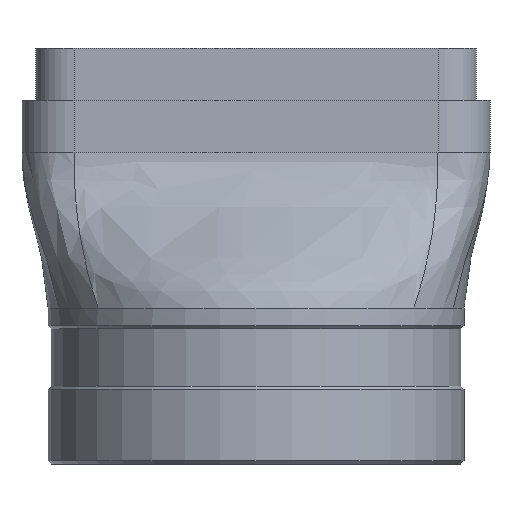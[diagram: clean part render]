
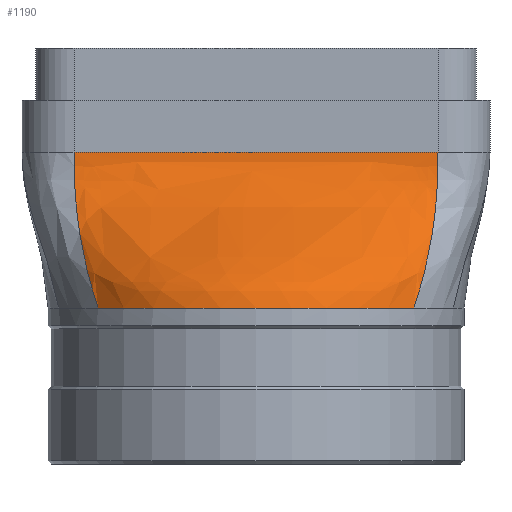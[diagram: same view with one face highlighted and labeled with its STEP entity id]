
A CAD part, front view. The second image highlights one B-rep face of the part: STEP entity #1190.
In plain terms, the highlighted free-form (B-spline) face has degree [3, 3] with [12, 4] control points.
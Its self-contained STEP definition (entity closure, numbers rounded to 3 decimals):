
#29=B_SPLINE_CURVE_WITH_KNOTS('',3,(#2823,#2824,#2825,#2826),
 .UNSPECIFIED.,.F.,.F.,(4,4),(0.,1.),.UNSPECIFIED.);
#30=B_SPLINE_CURVE_WITH_KNOTS('',3,(#2877,#2878,#2879,#2880),
 .UNSPECIFIED.,.F.,.F.,(4,4),(0.,1.),.UNSPECIFIED.);
#45=B_SPLINE_SURFACE_WITH_KNOTS('',3,3,((#2827,#2828,#2829,#2830),(#2831,
#2832,#2833,#2834),(#2835,#2836,#2837,#2838),(#2839,#2840,#2841,#2842),
(#2843,#2844,#2845,#2846),(#2847,#2848,#2849,#2850),(#2851,#2852,#2853,
#2854),(#2855,#2856,#2857,#2858),(#2859,#2860,#2861,#2862),(#2863,#2864,
#2865,#2866),(#2867,#2868,#2869,#2870),(#2871,#2872,#2873,#2874)),
 .UNSPECIFIED.,.F.,.F.,.F.,(4,1,1,1,1,1,1,1,1,4),(4,4),(0.,0.143,
0.214,0.286,0.429,0.524,
0.571,0.714,0.857,1.),(0.,1.),
 .UNSPECIFIED.);
#161=FACE_OUTER_BOUND('',#238,.T.);
#238=EDGE_LOOP('',(#1058,#1059,#1060,#1061));
#329=LINE('',#2876,#421);
#421=VECTOR('',#1643,10.);
#443=CIRCLE('',#1234,40.);
#507=VERTEX_POINT('',#1709);
#508=VERTEX_POINT('',#1711);
#588=VERTEX_POINT('',#2821);
#589=VERTEX_POINT('',#2875);
#610=EDGE_CURVE('',#508,#507,#443,.T.);
#750=EDGE_CURVE('',#588,#507,#29,.T.);
#751=EDGE_CURVE('',#588,#589,#329,.T.);
#752=EDGE_CURVE('',#589,#508,#30,.T.);
#1058=ORIENTED_EDGE('',*,*,#751,.T.);
#1059=ORIENTED_EDGE('',*,*,#752,.T.);
#1060=ORIENTED_EDGE('',*,*,#610,.T.);
#1061=ORIENTED_EDGE('',*,*,#750,.F.);
#1190=ADVANCED_FACE('',(#161),#45,.T.);
#1234=AXIS2_PLACEMENT_3D('',#1712,#1375,#1376);
#1375=DIRECTION('center_axis',(0.,0.,1.));
#1376=DIRECTION('ref_axis',(-1.,0.,0.));
#1643=DIRECTION('',(-1.,0.,0.));
#1709=CARTESIAN_POINT('',(30.369,-26.033,30.));
#1711=CARTESIAN_POINT('',(-30.369,-26.033,30.));
#1712=CARTESIAN_POINT('Origin',(0.,0.,30.));
#2821=CARTESIAN_POINT('',(35.,-10.,60.));
#2823=CARTESIAN_POINT('Ctrl Pts',(35.,-10.,60.));
#2824=CARTESIAN_POINT('Ctrl Pts',(35.,-10.,48.557));
#2825=CARTESIAN_POINT('Ctrl Pts',(33.733,-22.109,40.209));
#2826=CARTESIAN_POINT('Ctrl Pts',(30.369,-26.033,30.));
#2827=CARTESIAN_POINT('Ctrl Pts',(35.,-10.,60.));
#2828=CARTESIAN_POINT('Ctrl Pts',(35.,-10.,48.557));
#2829=CARTESIAN_POINT('Ctrl Pts',(33.733,-22.109,40.209));
#2830=CARTESIAN_POINT('Ctrl Pts',(30.369,-26.033,30.));
#2831=CARTESIAN_POINT('Ctrl Pts',(34.252,-10.,60.));
#2832=CARTESIAN_POINT('Ctrl Pts',(34.249,-10.,48.549));
#2833=CARTESIAN_POINT('Ctrl Pts',(33.339,-22.702,40.214));
#2834=CARTESIAN_POINT('Ctrl Pts',(29.889,-26.593,30.));
#2835=CARTESIAN_POINT('Ctrl Pts',(31.468,-10.,60.));
#2836=CARTESIAN_POINT('Ctrl Pts',(31.462,-10.,48.538));
#2837=CARTESIAN_POINT('Ctrl Pts',(31.797,-25.12,40.219));
#2838=CARTESIAN_POINT('Ctrl Pts',(28.105,-28.692,30.));
#2839=CARTESIAN_POINT('Ctrl Pts',(25.382,-10.,60.));
#2840=CARTESIAN_POINT('Ctrl Pts',(25.375,-10.,48.528));
#2841=CARTESIAN_POINT('Ctrl Pts',(27.146,-29.89,40.225));
#2842=CARTESIAN_POINT('Ctrl Pts',(23.471,-32.518,30.));
#2843=CARTESIAN_POINT('Ctrl Pts',(18.029,-10.,60.));
#2844=CARTESIAN_POINT('Ctrl Pts',(18.023,-10.,48.52));
#2845=CARTESIAN_POINT('Ctrl Pts',(20.617,-34.966,40.229));
#2846=CARTESIAN_POINT('Ctrl Pts',(17.349,-36.41,30.));
#2847=CARTESIAN_POINT('Ctrl Pts',(8.521,-10.,60.));
#2848=CARTESIAN_POINT('Ctrl Pts',(8.518,-10.,48.515));
#2849=CARTESIAN_POINT('Ctrl Pts',(10.24,-39.528,40.231));
#2850=CARTESIAN_POINT('Ctrl Pts',(8.434,-39.673,30.));
#2851=CARTESIAN_POINT('Ctrl Pts',(-0.784,-10.,60.));
#2852=CARTESIAN_POINT('Ctrl Pts',(-0.784,-10.,48.514));
#2853=CARTESIAN_POINT('Ctrl Pts',(-0.959,-40.272,
40.232));
#2854=CARTESIAN_POINT('Ctrl Pts',(-0.786,-40.192,
30.));
#2855=CARTESIAN_POINT('Ctrl Pts',(-9.983,-10.,60.));
#2856=CARTESIAN_POINT('Ctrl Pts',(-9.98,-10.,48.516));
#2857=CARTESIAN_POINT('Ctrl Pts',(-11.845,-38.825,40.231));
#2858=CARTESIAN_POINT('Ctrl Pts',(-9.81,-39.17,30.));
#2859=CARTESIAN_POINT('Ctrl Pts',(-20.223,-10.,60.));
#2860=CARTESIAN_POINT('Ctrl Pts',(-20.217,-10.,48.521));
#2861=CARTESIAN_POINT('Ctrl Pts',(-23.005,-33.902,40.228));
#2862=CARTESIAN_POINT('Ctrl Pts',(-19.407,-35.652,30.));
#2863=CARTESIAN_POINT('Ctrl Pts',(-30.54,-10.,60.));
#2864=CARTESIAN_POINT('Ctrl Pts',(-30.533,-10.,48.535));
#2865=CARTESIAN_POINT('Ctrl Pts',(-31.279,-25.894,40.221));
#2866=CARTESIAN_POINT('Ctrl Pts',(-27.518,-29.383,30.));
#2867=CARTESIAN_POINT('Ctrl Pts',(-34.252,-10.,60.));
#2868=CARTESIAN_POINT('Ctrl Pts',(-34.249,-10.,48.549));
#2869=CARTESIAN_POINT('Ctrl Pts',(-33.345,-22.712,40.214));
#2870=CARTESIAN_POINT('Ctrl Pts',(-29.889,-26.593,30.));
#2871=CARTESIAN_POINT('Ctrl Pts',(-35.,-10.,60.));
#2872=CARTESIAN_POINT('Ctrl Pts',(-35.,-10.,48.557));
#2873=CARTESIAN_POINT('Ctrl Pts',(-33.733,-22.109,40.209));
#2874=CARTESIAN_POINT('Ctrl Pts',(-30.369,-26.033,30.));
#2875=CARTESIAN_POINT('',(-35.,-10.,60.));
#2876=CARTESIAN_POINT('',(45.,-10.,60.));
#2877=CARTESIAN_POINT('Ctrl Pts',(-35.,-10.,60.));
#2878=CARTESIAN_POINT('Ctrl Pts',(-35.,-10.,48.557));
#2879=CARTESIAN_POINT('Ctrl Pts',(-33.733,-22.109,40.209));
#2880=CARTESIAN_POINT('Ctrl Pts',(-30.369,-26.033,30.));
